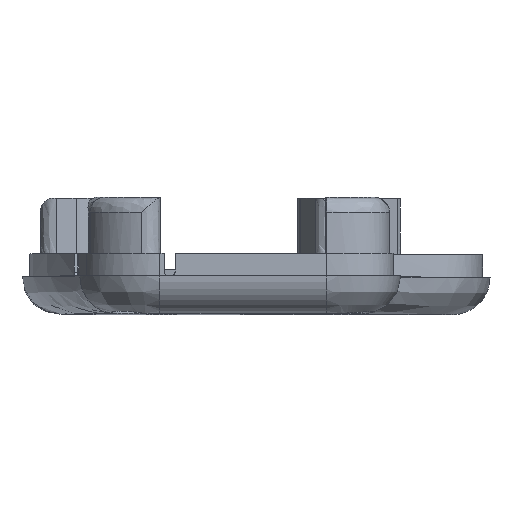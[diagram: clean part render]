
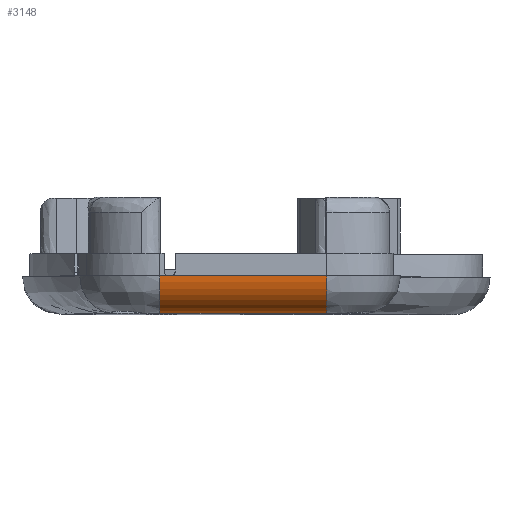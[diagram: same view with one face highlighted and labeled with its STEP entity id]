
A CAD part, top view. The second image highlights one B-rep face of the part: STEP entity #3148.
In plain terms, the highlighted cylindrical face has radius 4.99 mm (diameter 9.98 mm), a partial arc.
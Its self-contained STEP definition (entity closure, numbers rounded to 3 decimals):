
#246=CIRCLE('',#3398,4.99);
#247=CIRCLE('',#3400,4.99);
#416=FACE_OUTER_BOUND('',#613,.T.);
#613=EDGE_LOOP('',(#2679,#2680,#2681,#2682));
#741=LINE('',#5228,#888);
#789=LINE('',#8697,#936);
#888=VECTOR('',#3580,10.);
#936=VECTOR('',#3882,10.);
#1332=VERTEX_POINT('',#5219);
#1333=VERTEX_POINT('',#5227);
#1490=VERTEX_POINT('',#8643);
#1491=VERTEX_POINT('',#8695);
#1667=EDGE_CURVE('',#1333,#1332,#741,.T.);
#1926=EDGE_CURVE('',#1490,#1332,#246,.T.);
#1927=EDGE_CURVE('',#1491,#1333,#247,.T.);
#1928=EDGE_CURVE('',#1490,#1491,#789,.T.);
#2679=ORIENTED_EDGE('',*,*,#1927,.T.);
#2680=ORIENTED_EDGE('',*,*,#1667,.T.);
#2681=ORIENTED_EDGE('',*,*,#1926,.F.);
#2682=ORIENTED_EDGE('',*,*,#1928,.T.);
#3025=CYLINDRICAL_SURFACE('',#3399,4.99);
#3148=ADVANCED_FACE('',(#416),#3025,.T.);
#3398=AXIS2_PLACEMENT_3D('',#8693,#3876,#3877);
#3399=AXIS2_PLACEMENT_3D('',#8694,#3878,#3879);
#3400=AXIS2_PLACEMENT_3D('',#8696,#3880,#3881);
#3580=DIRECTION('',(1.,0.,0.));
#3876=DIRECTION('center_axis',(1.,0.,0.));
#3877=DIRECTION('ref_axis',(0.,0.,1.));
#3878=DIRECTION('center_axis',(-1.,0.,0.));
#3879=DIRECTION('ref_axis',(0.,-0.707,0.707));
#3880=DIRECTION('center_axis',(1.,0.,0.));
#3881=DIRECTION('ref_axis',(0.,0.,
1.));
#3882=DIRECTION('',(-1.,0.,0.));
#5219=CARTESIAN_POINT('',(18.665,0.,76.878));
#5227=CARTESIAN_POINT('',(-3.615,0.,76.878));
#5228=CARTESIAN_POINT('',(2.807,0.,76.878));
#8643=CARTESIAN_POINT('',(18.665,4.99,81.868));
#8693=CARTESIAN_POINT('Origin',(18.665,4.99,76.878));
#8694=CARTESIAN_POINT('Origin',(2.807,4.99,76.878));
#8695=CARTESIAN_POINT('',(-3.615,4.99,81.868));
#8696=CARTESIAN_POINT('Origin',(-3.615,4.99,76.878));
#8697=CARTESIAN_POINT('',(2.807,4.99,81.868));
